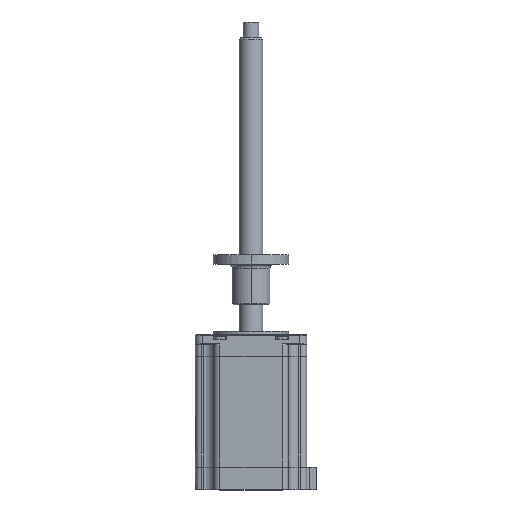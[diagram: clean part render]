
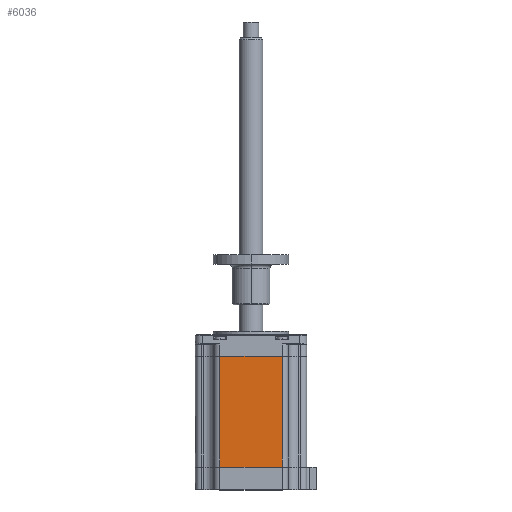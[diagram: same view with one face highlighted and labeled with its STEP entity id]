
A CAD part, top view. The second image highlights one B-rep face of the part: STEP entity #6036.
In plain terms, the highlighted planar face has unit normal (0, 0, 1).
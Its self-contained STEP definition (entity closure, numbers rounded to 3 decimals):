
#1005 = LINE ( 'NONE', #1977, #6231 ) ;
#1205 = CARTESIAN_POINT ( 'NONE',  ( -1.493, -46.001, 61.45 ) ) ;
#1977 = CARTESIAN_POINT ( 'NONE',  ( -33.093, -46.001, 61.45 ) ) ;
#2042 = EDGE_CURVE ( 'NONE', #7911, #6571, #5675, .T. ) ;
#2239 = VERTEX_POINT ( 'NONE', #7137 ) ;
#2305 = DIRECTION ( 'NONE',  ( -1., 0., 0. ) ) ;
#3037 = DIRECTION ( 'NONE',  ( 0., 1., 0. ) ) ;
#3324 = CARTESIAN_POINT ( 'NONE',  ( -1.493, 9.999, 61.45 ) ) ;
#4692 = VECTOR ( 'NONE', #5673, 1000. ) ;
#5119 = VERTEX_POINT ( 'NONE', #5965 ) ;
#5155 = CARTESIAN_POINT ( 'NONE',  ( -1.493, -46.001, 61.45 ) ) ;
#5196 = VECTOR ( 'NONE', #2305, 1000. ) ;
#5198 = EDGE_CURVE ( 'NONE', #6571, #2239, #1005, .T. ) ;
#5630 = CARTESIAN_POINT ( 'NONE',  ( -1.493, -46.001, 61.45 ) ) ;
#5673 = DIRECTION ( 'NONE',  ( -1., 0., 0. ) ) ;
#5675 = LINE ( 'NONE', #5630, #4692 ) ;
#5787 = ORIENTED_EDGE ( 'NONE', *, *, #2042, .F. ) ;
#5965 = CARTESIAN_POINT ( 'NONE',  ( -1.493, 9.999, 61.45 ) ) ;
#6036 = ADVANCED_FACE ( 'NONE', ( #12417 ), #11363, .F. ) ;
#6197 = DIRECTION ( 'NONE',  ( 0., -1., 0. ) ) ;
#6231 = VECTOR ( 'NONE', #3037, 1000. ) ;
#6571 = VERTEX_POINT ( 'NONE', #11117 ) ;
#7137 = CARTESIAN_POINT ( 'NONE',  ( -33.093, 9.999, 61.45 ) ) ;
#7911 = VERTEX_POINT ( 'NONE', #9302 ) ;
#9302 = CARTESIAN_POINT ( 'NONE',  ( -1.493, -46.001, 61.45 ) ) ;
#9414 = AXIS2_PLACEMENT_3D ( 'NONE', #5155, #12454, #6197 ) ;
#9483 = EDGE_CURVE ( 'NONE', #7911, #5119, #12726, .T. ) ;
#9965 = VECTOR ( 'NONE', #10659, 1000. ) ;
#10029 = ORIENTED_EDGE ( 'NONE', *, *, #11654, .T. ) ;
#10659 = DIRECTION ( 'NONE',  ( 0., 1., 0. ) ) ;
#10755 = LINE ( 'NONE', #3324, #5196 ) ;
#11117 = CARTESIAN_POINT ( 'NONE',  ( -33.093, -46.001, 61.45 ) ) ;
#11363 = PLANE ( 'NONE',  #9414 ) ;
#11654 = EDGE_CURVE ( 'NONE', #5119, #2239, #10755, .T. ) ;
#12159 = ORIENTED_EDGE ( 'NONE', *, *, #9483, .T. ) ;
#12322 = EDGE_LOOP ( 'NONE', ( #10029, #12825, #5787, #12159 ) ) ;
#12417 = FACE_OUTER_BOUND ( 'NONE', #12322, .T. ) ;
#12454 = DIRECTION ( 'NONE',  ( 0., 0., -1. ) ) ;
#12726 = LINE ( 'NONE', #1205, #9965 ) ;
#12825 = ORIENTED_EDGE ( 'NONE', *, *, #5198, .F. ) ;
